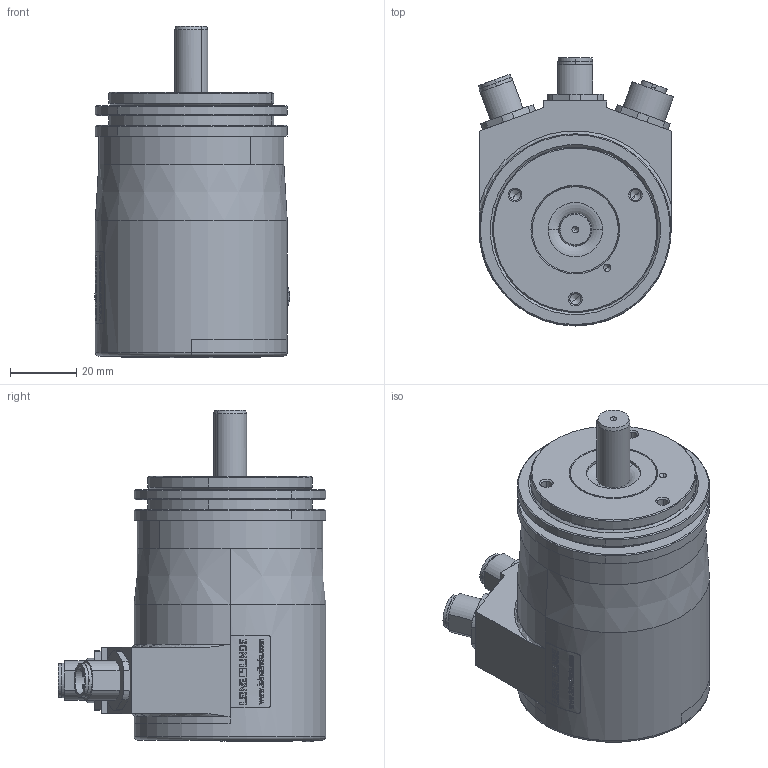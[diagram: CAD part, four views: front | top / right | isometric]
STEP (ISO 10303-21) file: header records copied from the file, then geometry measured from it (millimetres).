
FILE_DESCRIPTION((''),'2;1');
FILE_NAME('593919','2011-01-14T',('se2802'),(''),'PRO/ENGINEER BY PARAMETRIC TECHNOLOGY CORPORATION, 2010180','PRO/ENGINEER BY PARAMETRIC TECHNOLOGY CORPORATION, 2010180','');
FILE_SCHEMA(('CONFIG_CONTROL_DESIGN'));
Products named in the file (1): 593919
Bounding box: 59 x 81 x 100.23 mm (x, y, z)
Volume: 111696.8 mm3; surface area: 69815.2 mm2
Topology: 1 solids, 2 shells, 6336 faces, 17086 edges, 11243 vertices
Faces by surface type: plane 4351, cylinder 1184, extrusion 308, cone 252, torus 161, bspline 55, sphere 23, revolution 2
Entity records: 230949 total; most frequent: CARTESIAN_POINT 72602, ORIENTED_EDGE 34054, DIRECTION 30430, EDGE_CURVE 17027, VECTOR 12076, LINE 11768, VERTEX_POINT 11243, AXIS2_PLACEMENT_3D 9176
